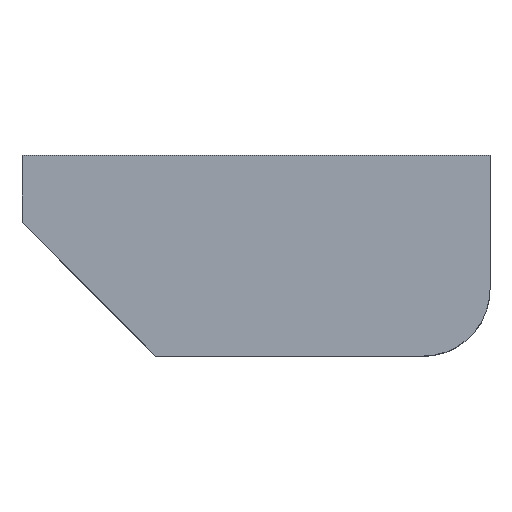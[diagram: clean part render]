
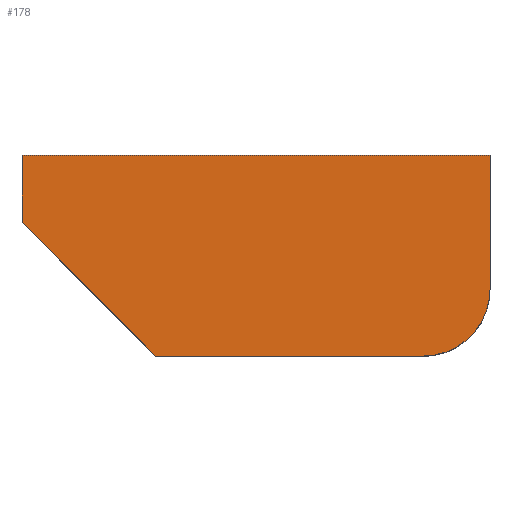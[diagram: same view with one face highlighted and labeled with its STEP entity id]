
A CAD part, top view. The second image highlights one B-rep face of the part: STEP entity #178.
In plain terms, the highlighted planar face has unit normal (0, 0, 1).
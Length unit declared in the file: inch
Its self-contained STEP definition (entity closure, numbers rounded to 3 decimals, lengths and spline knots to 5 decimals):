
#51 = CARTESIAN_POINT ( 'NONE',  ( 0., -1.5, 2. ) ) ;
#79 = VERTEX_POINT ( 'NONE', #448 ) ;
#83 = VECTOR ( 'NONE', #983, 39.37008 ) ;
#87 = LINE ( 'NONE', #265, #900 ) ;
#107 = DIRECTION ( 'NONE',  ( -1., 0., 0. ) ) ;
#174 = LINE ( 'NONE', #440, #469 ) ;
#178 = ADVANCED_FACE ( 'NONE', ( #973 ), #800, .F. ) ;
#184 = CARTESIAN_POINT ( 'NONE',  ( 0., 0., 2. ) ) ;
#210 = CIRCLE ( 'NONE', #305, 0.5 ) ;
#234 = ORIENTED_EDGE ( 'NONE', *, *, #833, .T. ) ;
#263 = CARTESIAN_POINT ( 'NONE',  ( 1., -1.5, 2. ) ) ;
#265 = CARTESIAN_POINT ( 'NONE',  ( 3.5, -1.5, 2. ) ) ;
#305 = AXIS2_PLACEMENT_3D ( 'NONE', #1082, #820, #1072 ) ;
#311 = EDGE_CURVE ( 'NONE', #738, #428, #87, .T. ) ;
#340 = VECTOR ( 'NONE', #405, 39.37008 ) ;
#380 = DIRECTION ( 'NONE',  ( 0., 0., -1. ) ) ;
#392 = VERTEX_POINT ( 'NONE', #935 ) ;
#399 = AXIS2_PLACEMENT_3D ( 'NONE', #645, #380, #886 ) ;
#405 = DIRECTION ( 'NONE',  ( 0.707, -0.707, 0. ) ) ;
#428 = VERTEX_POINT ( 'NONE', #845 ) ;
#440 = CARTESIAN_POINT ( 'NONE',  ( 0., -1.5, 2. ) ) ;
#448 = CARTESIAN_POINT ( 'NONE',  ( 3., -1.5, 2. ) ) ;
#454 = LINE ( 'NONE', #184, #1090 ) ;
#469 = VECTOR ( 'NONE', #871, 39.37008 ) ;
#481 = LINE ( 'NONE', #51, #83 ) ;
#492 = VERTEX_POINT ( 'NONE', #1095 ) ;
#495 = CARTESIAN_POINT ( 'NONE',  ( 1., -1.5, 2. ) ) ;
#568 = EDGE_CURVE ( 'NONE', #79, #585, #174, .T. ) ;
#585 = VERTEX_POINT ( 'NONE', #263 ) ;
#592 = ORIENTED_EDGE ( 'NONE', *, *, #568, .F. ) ;
#594 = EDGE_CURVE ( 'NONE', #428, #492, #454, .T. ) ;
#645 = CARTESIAN_POINT ( 'NONE',  ( 0., -1.5, 2. ) ) ;
#705 = DIRECTION ( 'NONE',  ( 0., 1., 0. ) ) ;
#738 = VERTEX_POINT ( 'NONE', #910 ) ;
#750 = EDGE_CURVE ( 'NONE', #79, #738, #210, .T. ) ;
#751 = ORIENTED_EDGE ( 'NONE', *, *, #594, .T. ) ;
#770 = ORIENTED_EDGE ( 'NONE', *, *, #750, .T. ) ;
#800 = PLANE ( 'NONE',  #399 ) ;
#820 = DIRECTION ( 'NONE',  ( 0., 0., 1. ) ) ;
#833 = EDGE_CURVE ( 'NONE', #392, #585, #916, .T. ) ;
#845 = CARTESIAN_POINT ( 'NONE',  ( 3.5, 0., 2. ) ) ;
#871 = DIRECTION ( 'NONE',  ( -1., 0., 0. ) ) ;
#886 = DIRECTION ( 'NONE',  ( -1., 0., 0. ) ) ;
#900 = VECTOR ( 'NONE', #705, 39.37008 ) ;
#904 = ORIENTED_EDGE ( 'NONE', *, *, #1035, .F. ) ;
#910 = CARTESIAN_POINT ( 'NONE',  ( 3.5, -1., 2. ) ) ;
#916 = LINE ( 'NONE', #495, #340 ) ;
#935 = CARTESIAN_POINT ( 'NONE',  ( 0., -0.5, 2. ) ) ;
#941 = ORIENTED_EDGE ( 'NONE', *, *, #311, .T. ) ;
#973 = FACE_OUTER_BOUND ( 'NONE', #1096, .T. ) ;
#983 = DIRECTION ( 'NONE',  ( 0., 1., 0. ) ) ;
#1035 = EDGE_CURVE ( 'NONE', #392, #492, #481, .T. ) ;
#1072 = DIRECTION ( 'NONE',  ( -1., 0., 0. ) ) ;
#1082 = CARTESIAN_POINT ( 'NONE',  ( 3., -1., 2. ) ) ;
#1090 = VECTOR ( 'NONE', #107, 39.37008 ) ;
#1095 = CARTESIAN_POINT ( 'NONE',  ( 0., 0., 2. ) ) ;
#1096 = EDGE_LOOP ( 'NONE', ( #904, #234, #592, #770, #941, #751 ) ) ;
